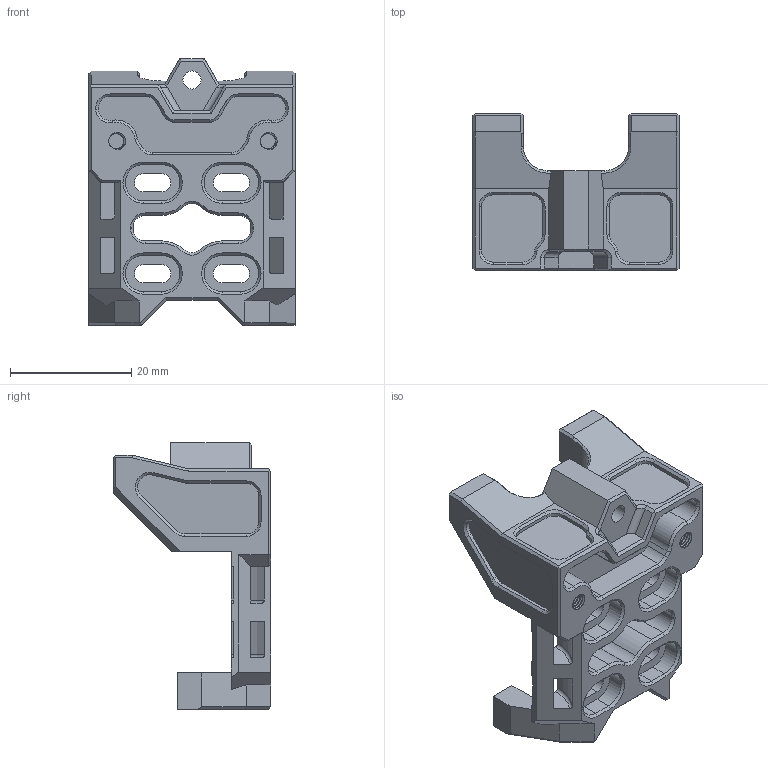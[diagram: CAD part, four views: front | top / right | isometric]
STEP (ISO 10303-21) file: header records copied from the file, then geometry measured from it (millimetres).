
FILE_DESCRIPTION(/* description */ ('','CAx-IF Rec.Pracs.---Representation and Presentation of Product Manufacturing Information (PMI)---4.0---2014-10-13'),/* implementation_level */ '2;1');
FILE_NAME(/* name */ 'CNC_Carriage.step',/* time_stamp */ '2025-01-22T11:41:53-08:00',/* author */ (''),/* organization */ (''),/* preprocessor_version */ 'ST-DEVELOPER v20',/* originating_system */ 'Autodesk Translation Framework v13.20.0.188',/* authorisation */ '');
FILE_SCHEMA (('AP242_MANAGED_MODEL_BASED_3D_ENGINEERING_MIM_LF { 1 0 10303 442 1 1 4 }'));
Length unit declared in the file: millimetre
Products named in the file (8): CNC_Carriage_Fabreeko; MiniSB X Carriage; MGN9H v1 v1; MiniSB X Carriage (2); Clip; M3x6 SCHS (1); Clip(Mirror); M3x6 SCHS (1) (1)
Assembly tree (7 placements, depth 3):
  CNC_Carriage_Fabreeko
    MiniSB X Carriage
    MGN9H v1 v1
    MiniSB X Carriage (2)
    Clip
      M3x6 SCHS (1)
    Clip(Mirror)
      M3x6 SCHS (1) (1)
Bounding box: 34 x 26 x 43.97 mm (x, y, z)
Volume: 11336.8 mm3; surface area: 7221.4 mm2
Topology: 1 solids, 1 shells, 558 faces, 1506 edges, 959 vertices
Faces by surface type: cylinder 245, plane 226, cone 55, bspline 28, torus 4
Full cylindrical faces by diameter (mm): 2.529 x34, 3 x1, 3.086 x18
Entity records: 28004 total; most frequent: CARTESIAN_POINT 14214, ORIENTED_EDGE 3012, DIRECTION 2467, EDGE_CURVE 1506, VERTEX_POINT 959, LINE 867, VECTOR 867, AXIS2_PLACEMENT_3D 800
